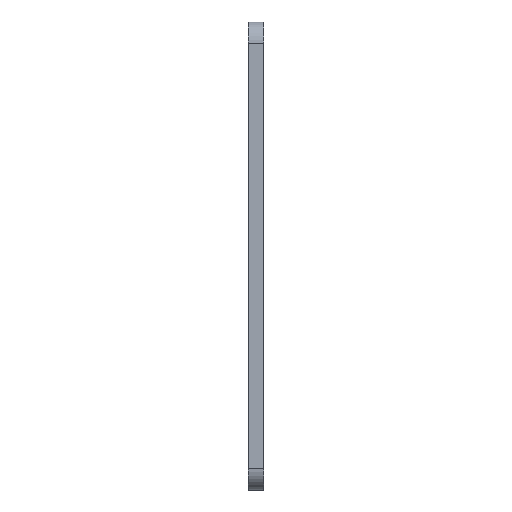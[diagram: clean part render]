
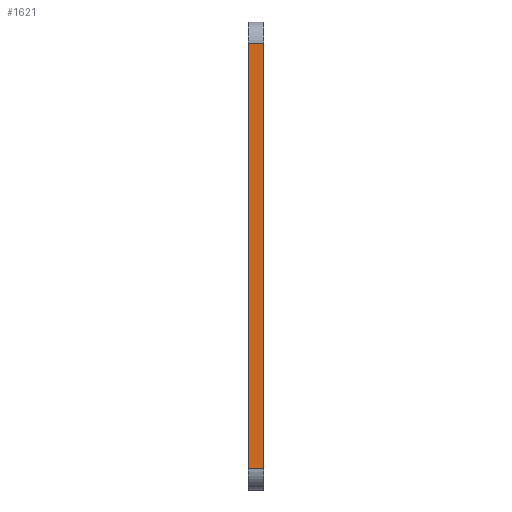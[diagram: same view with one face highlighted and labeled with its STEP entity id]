
A CAD part, left-side view. The second image highlights one B-rep face of the part: STEP entity #1621.
In plain terms, the highlighted planar face has unit normal (-1, 0, 0).
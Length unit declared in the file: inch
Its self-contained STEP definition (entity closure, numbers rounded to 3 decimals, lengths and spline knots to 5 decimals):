
#20 = VECTOR ( 'NONE', #110, 39.37008 ) ;
#110 = DIRECTION ( 'NONE',  ( 0., 0., 1. ) ) ;
#310 = LINE ( 'NONE', #1999, #5411 ) ;
#521 = AXIS2_PLACEMENT_3D ( 'NONE', #5161, #1726, #2225 ) ;
#601 = VECTOR ( 'NONE', #2892, 39.37008 ) ;
#731 = FACE_OUTER_BOUND ( 'NONE', #2838, .T. ) ;
#771 = LINE ( 'NONE', #1865, #2270 ) ;
#864 = CARTESIAN_POINT ( 'NONE',  ( 0., 0., 0. ) ) ;
#1203 = CARTESIAN_POINT ( 'NONE',  ( 0., 0., -0.25 ) ) ;
#1306 = CARTESIAN_POINT ( 'NONE',  ( 0., 0.1875, -5.25 ) ) ;
#1373 = DIRECTION ( 'NONE',  ( 0., 1., 0. ) ) ;
#1621 = ADVANCED_FACE ( 'NONE', ( #731 ), #4683, .F. ) ;
#1719 = CARTESIAN_POINT ( 'NONE',  ( 0., 0.1875, -0.25 ) ) ;
#1726 = DIRECTION ( 'NONE',  ( 1., 0., 0. ) ) ;
#1865 = CARTESIAN_POINT ( 'NONE',  ( 0., 0.1875, -0.25 ) ) ;
#1916 = VERTEX_POINT ( 'NONE', #1203 ) ;
#1950 = LINE ( 'NONE', #864, #601 ) ;
#1999 = CARTESIAN_POINT ( 'NONE',  ( 0., 0.1875, -5.25 ) ) ;
#2037 = ORIENTED_EDGE ( 'NONE', *, *, #4200, .T. ) ;
#2225 = DIRECTION ( 'NONE',  ( 0., 0., -1. ) ) ;
#2270 = VECTOR ( 'NONE', #1373, 39.37008 ) ;
#2506 = DIRECTION ( 'NONE',  ( 0., -1., 0. ) ) ;
#2780 = ORIENTED_EDGE ( 'NONE', *, *, #3886, .F. ) ;
#2838 = EDGE_LOOP ( 'NONE', ( #2780, #3607, #3834, #2037 ) ) ;
#2892 = DIRECTION ( 'NONE',  ( 0., 0., 1. ) ) ;
#3095 = CARTESIAN_POINT ( 'NONE',  ( 0., 0.1875, 0. ) ) ;
#3607 = ORIENTED_EDGE ( 'NONE', *, *, #6023, .T. ) ;
#3834 = ORIENTED_EDGE ( 'NONE', *, *, #4693, .T. ) ;
#3886 = EDGE_CURVE ( 'NONE', #4152, #4049, #3976, .T. ) ;
#3976 = LINE ( 'NONE', #3095, #20 ) ;
#4049 = VERTEX_POINT ( 'NONE', #1719 ) ;
#4152 = VERTEX_POINT ( 'NONE', #1306 ) ;
#4200 = EDGE_CURVE ( 'NONE', #1916, #4049, #771, .T. ) ;
#4683 = PLANE ( 'NONE',  #521 ) ;
#4693 = EDGE_CURVE ( 'NONE', #5930, #1916, #1950, .T. ) ;
#5161 = CARTESIAN_POINT ( 'NONE',  ( 0., 0.1875, 0. ) ) ;
#5411 = VECTOR ( 'NONE', #2506, 39.37008 ) ;
#5930 = VERTEX_POINT ( 'NONE', #6379 ) ;
#6023 = EDGE_CURVE ( 'NONE', #4152, #5930, #310, .T. ) ;
#6379 = CARTESIAN_POINT ( 'NONE',  ( 0., 0., -5.25 ) ) ;
